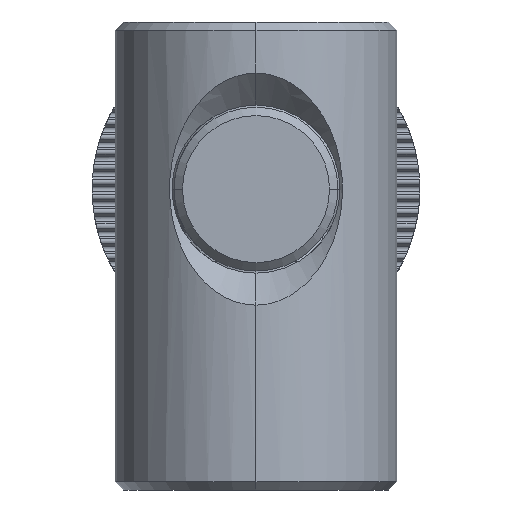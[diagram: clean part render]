
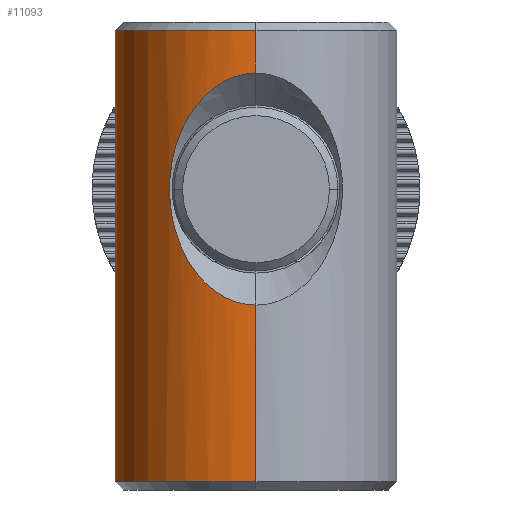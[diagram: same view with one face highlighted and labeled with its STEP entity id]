
A CAD part, left-side view. The second image highlights one B-rep face of the part: STEP entity #11093.
In plain terms, the highlighted cylindrical face has radius 8.425 mm (diameter 16.85 mm), a partial arc.
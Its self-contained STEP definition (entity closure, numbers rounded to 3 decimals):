
#10502=CARTESIAN_POINT('',(0.,0.,13.5));
#10503=DIRECTION('',(0.,0.,1.));
#10504=DIRECTION('',(1.,0.,0.));
#10505=AXIS2_PLACEMENT_3D('',#10502,#10503,#10504);
#10510=DIRECTION('',(0.,0.,1.));
#10511=VECTOR('',#10510,2.562);
#10512=CARTESIAN_POINT('',(-8.425,0.,10.938));
#10513=LINE('',#10512,#10511);
#10517=CARTESIAN_POINT('',(-8.425,0.,-2.938));
#10518=CARTESIAN_POINT('',(-8.425,0.225,-2.938));
#10519=CARTESIAN_POINT('',(-8.407,0.68,
-2.898));
#10520=CARTESIAN_POINT('',(-8.322,1.375,
-2.709));
#10521=CARTESIAN_POINT('',(-8.175,2.078,
-2.376));
#10522=CARTESIAN_POINT('',(-7.966,2.775,
-1.879));
#10523=CARTESIAN_POINT('',(-7.698,3.446,
-1.203));
#10524=CARTESIAN_POINT('',(-7.405,4.033,
-0.379));
#10525=CARTESIAN_POINT('',(-7.111,4.528,
0.591));
#10526=CARTESIAN_POINT('',(-6.863,4.891,
1.65));
#10527=CARTESIAN_POINT('',(-6.689,5.123,
2.809));
#10528=CARTESIAN_POINT('',(-6.628,5.201,
3.993));
#10529=CARTESIAN_POINT('',(-6.691,5.121,
5.208));
#10530=CARTESIAN_POINT('',(-6.863,4.891,
6.354));
#10531=CARTESIAN_POINT('',(-7.118,4.517,
7.434));
#10532=CARTESIAN_POINT('',(-7.408,4.029,
8.387));
#10533=CARTESIAN_POINT('',(-7.701,3.441,
9.208));
#10534=CARTESIAN_POINT('',(-7.966,2.776,
9.879));
#10535=CARTESIAN_POINT('',(-8.173,2.085,
10.37));
#10536=CARTESIAN_POINT('',(-8.321,1.385,
10.706));
#10537=CARTESIAN_POINT('',(-8.407,0.679,
10.899));
#10538=CARTESIAN_POINT('',(-8.425,0.224,10.938));
#10539=CARTESIAN_POINT('',(-8.425,0.,10.938));
#10544=DIRECTION('',(0.,0.,1.));
#10545=VECTOR('',#10544,10.562);
#10546=CARTESIAN_POINT('',(-8.425,0.,-13.5));
#10547=LINE('',#10546,#10545);
#10551=DIRECTION('',(0.,0.,1.));
#10552=VECTOR('',#10551,2.562);
#10553=CARTESIAN_POINT('',(8.425,0.,10.938));
#10554=LINE('',#10553,#10552);
#10585=DIRECTION('',(0.,0.,1.));
#10586=VECTOR('',#10585,10.562);
#10587=CARTESIAN_POINT('',(8.425,0.,-13.5));
#10588=LINE('',#10587,#10586);
#10614=CARTESIAN_POINT('',(-8.425,0.,-2.938));
#10649=CARTESIAN_POINT('',(8.425,0.,-2.938));
#10650=CARTESIAN_POINT('',(8.425,0.218,-2.938));
#10651=CARTESIAN_POINT('',(8.408,0.658,
-2.9));
#10652=CARTESIAN_POINT('',(8.33,1.322,
-2.726));
#10653=CARTESIAN_POINT('',(8.196,1.991,
-2.423));
#10654=CARTESIAN_POINT('',(8.007,2.65,
-1.979));
#10655=CARTESIAN_POINT('',(7.764,3.294,
-1.373));
#10656=CARTESIAN_POINT('',(7.49,3.873,
-0.628));
#10657=CARTESIAN_POINT('',(7.208,4.372,
0.253));
#10658=CARTESIAN_POINT('',(6.953,4.764,1.23));
#10659=CARTESIAN_POINT('',(6.751,5.042,2.317));
#10660=CARTESIAN_POINT('',(6.643,5.182,3.442));
#10661=CARTESIAN_POINT('',(6.645,5.179,4.601));
#10662=CARTESIAN_POINT('',(6.759,5.032,5.735));
#10663=CARTESIAN_POINT('',(6.96,4.754,6.8));
#10664=CARTESIAN_POINT('',(7.219,4.355,7.783));
#10665=CARTESIAN_POINT('',(7.495,3.864,8.64));
#10666=CARTESIAN_POINT('',(7.768,3.284,9.383));
#10667=CARTESIAN_POINT('',(8.007,2.65,9.979));
#10668=CARTESIAN_POINT('',(8.196,1.992,10.422));
#10669=CARTESIAN_POINT('',(8.329,1.328,10.725));
#10670=CARTESIAN_POINT('',(8.409,0.651,
10.902));
#10671=CARTESIAN_POINT('',(8.425,0.215,10.938));
#10672=CARTESIAN_POINT('',(8.425,0.,10.938));
#10853=CARTESIAN_POINT('',(0.,0.,-13.5));
#10854=DIRECTION('',(0.,0.,-1.));
#10855=DIRECTION('',(-1.,0.,0.));
#10856=AXIS2_PLACEMENT_3D('',#10853,#10854,#10855);
#10911=CARTESIAN_POINT('',(8.425,0.,-13.5));
#10913=VERTEX_POINT('',#10911);
#10927=CARTESIAN_POINT('',(8.425,0.,10.938));
#10928=CARTESIAN_POINT('',(8.425,0.,13.5));
#10929=VERTEX_POINT('',#10927);
#10930=VERTEX_POINT('',#10928);
#10931=CARTESIAN_POINT('',(8.425,0.,-2.938));
#10932=VERTEX_POINT('',#10931);
#10933=CARTESIAN_POINT('',(-8.425,0.,13.5));
#10934=VERTEX_POINT('',#10933);
#10937=CARTESIAN_POINT('',(-8.425,0.,10.938));
#10939=VERTEX_POINT('',#10937);
#10947=VERTEX_POINT('',#10614);
#10950=CARTESIAN_POINT('',(-8.425,0.,-13.5));
#10952=VERTEX_POINT('',#10950);
#11071=CARTESIAN_POINT('',(0.,0.,14.));
#11072=DIRECTION('',(0.,0.,-1.));
#11073=DIRECTION('',(-1.,0.,0.));
#11074=AXIS2_PLACEMENT_3D('',#11071,#11072,#11073);
#11075=CYLINDRICAL_SURFACE('',#11074,8.425);
#11076=ORIENTED_EDGE('',*,*,#11053,.T.);
#11078=ORIENTED_EDGE('',*,*,#11077,.F.);
#11080=ORIENTED_EDGE('',*,*,#11079,.F.);
#11082=ORIENTED_EDGE('',*,*,#11081,.F.);
#11084=ORIENTED_EDGE('',*,*,#11083,.T.);
#11086=ORIENTED_EDGE('',*,*,#11085,.T.);
#11088=ORIENTED_EDGE('',*,*,#11087,.T.);
#11090=ORIENTED_EDGE('',*,*,#11089,.T.);
#11091=EDGE_LOOP('',(#11076,#11078,#11080,#11082,#11084,#11086,#11088,#11090));
#11092=FACE_OUTER_BOUND('',#11091,.F.);
#10506=CIRCLE('',#10505,8.425);
#10540=B_SPLINE_CURVE_WITH_KNOTS('',3,(#10517,#10518,#10519,#10520,#10521,
#10522,#10523,#10524,#10525,#10526,#10527,#10528,#10529,#10530,#10531,#10532,
#10533,#10534,#10535,#10536,#10537,#10538,#10539),.UNSPECIFIED.,.F.,.F.,(4,1,1,
1,1,1,1,1,1,1,1,1,1,1,1,1,1,1,1,1,4),(0.,0.05,0.1,0.15,0.2,0.25,
0.3,0.35,0.4,0.45,0.5,0.55,0.6,0.65,0.7,0.75,0.8,0.85,
0.9,0.95,1.),.UNSPECIFIED.);
#10673=B_SPLINE_CURVE_WITH_KNOTS('',3,(#10649,#10650,#10651,#10652,#10653,
#10654,#10655,#10656,#10657,#10658,#10659,#10660,#10661,#10662,#10663,#10664,
#10665,#10666,#10667,#10668,#10669,#10670,#10671,#10672),.UNSPECIFIED.,.F.,.F.,(
4,1,1,1,1,1,1,1,1,1,1,1,1,1,1,1,1,1,1,1,1,4),(0.,0.048,
0.095,0.143,0.19,0.238,
0.286,0.333,0.381,0.429,
0.476,0.524,0.571,0.619,
0.667,0.714,0.762,0.81,
0.857,0.905,0.952,1.),.UNSPECIFIED.);
#10857=CIRCLE('',#10856,8.425);
#11053=EDGE_CURVE('',#10930,#10934,#10506,.T.);
#11077=EDGE_CURVE('',#10939,#10934,#10513,.T.);
#11079=EDGE_CURVE('',#10947,#10939,#10540,.T.);
#11081=EDGE_CURVE('',#10952,#10947,#10547,.T.);
#11083=EDGE_CURVE('',#10952,#10913,#10857,.T.);
#11085=EDGE_CURVE('',#10913,#10932,#10588,.T.);
#11087=EDGE_CURVE('',#10932,#10929,#10673,.T.);
#11089=EDGE_CURVE('',#10929,#10930,#10554,.T.);
#11093=ADVANCED_FACE('',(#11092),#11075,.T.);
